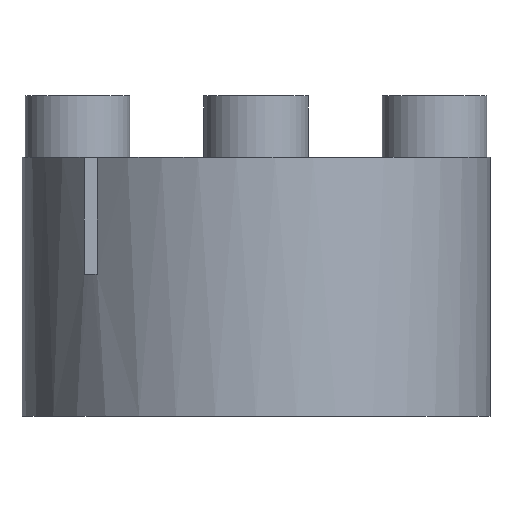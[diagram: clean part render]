
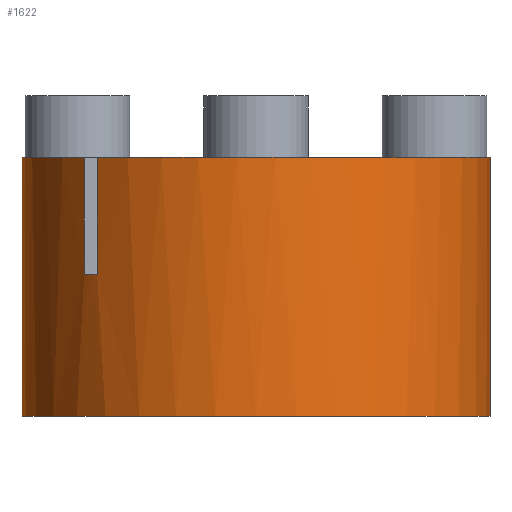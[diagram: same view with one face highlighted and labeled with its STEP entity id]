
A CAD part, front view. The second image highlights one B-rep face of the part: STEP entity #1622.
In plain terms, the highlighted cylindrical face has radius 19 mm (diameter 38 mm), a partial arc.
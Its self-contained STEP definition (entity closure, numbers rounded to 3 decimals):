
#432 = CARTESIAN_POINT ( 'NONE',  ( -12.894, -13.955, 11.5 ) ) ;
#433 = CIRCLE ( 'NONE', #434, 19. ) ;
#434 = AXIS2_PLACEMENT_3D ( 'NONE', #449, #597, #533 ) ;
#435 = CARTESIAN_POINT ( 'NONE',  ( 19., 0., 0. ) ) ;
#437 = VECTOR ( 'NONE', #594, 1000. ) ;
#444 = LINE ( 'NONE', #532, #437 ) ;
#449 = CARTESIAN_POINT ( 'NONE',  ( 0., 0., 21. ) ) ;
#508 = DIRECTION ( 'NONE',  ( 0., 0., -1. ) ) ;
#509 = VECTOR ( 'NONE', #508, 1000. ) ;
#510 = CARTESIAN_POINT ( 'NONE',  ( 19., 0., 21. ) ) ;
#513 = LINE ( 'NONE', #510, #509 ) ;
#527 = CARTESIAN_POINT ( 'NONE',  ( -12.894, -13.955, 21. ) ) ;
#532 = CARTESIAN_POINT ( 'NONE',  ( -19., 0., 21. ) ) ;
#533 = DIRECTION ( 'NONE',  ( 1., 0., 0. ) ) ;
#534 = CARTESIAN_POINT ( 'NONE',  ( -19., 0., 21. ) ) ;
#581 = CARTESIAN_POINT ( 'NONE',  ( -19., 0., 0. ) ) ;
#590 = CARTESIAN_POINT ( 'NONE',  ( -13.955, -12.894, 21. ) ) ;
#594 = DIRECTION ( 'NONE',  ( 0., 0., -1. ) ) ;
#597 = DIRECTION ( 'NONE',  ( 0., 0., 1. ) ) ;
#600 = CARTESIAN_POINT ( 'NONE',  ( 19., 0., 21. ) ) ;
#1599 = EDGE_CURVE ( 'NONE', #1892, #1881, #2331, .T. ) ;
#1600 = EDGE_LOOP ( 'NONE', ( #1632, #1619, #1616, #1623, #1629, #1617, #1860, #1620 ) ) ;
#1609 = EDGE_CURVE ( 'NONE', #1916, #1901, #2232, .T. ) ;
#1616 = ORIENTED_EDGE ( 'NONE', *, *, #1599, .T. ) ;
#1617 = ORIENTED_EDGE ( 'NONE', *, *, #1650, .F. ) ;
#1619 = ORIENTED_EDGE ( 'NONE', *, *, #1897, .F. ) ;
#1620 = ORIENTED_EDGE ( 'NONE', *, *, #1609, .T. ) ;
#1621 = EDGE_CURVE ( 'NONE', #1627, #1912, #2304, .T. ) ;
#1622 = ADVANCED_FACE ( 'NONE', ( #2301 ), #2233, .T. ) ;
#1623 = ORIENTED_EDGE ( 'NONE', *, *, #1625, .F. ) ;
#1625 = EDGE_CURVE ( 'NONE', #1627, #1881, #2265, .T. ) ;
#1627 = VERTEX_POINT ( 'NONE', #2237 ) ;
#1629 = ORIENTED_EDGE ( 'NONE', *, *, #1621, .T. ) ;
#1632 = ORIENTED_EDGE ( 'NONE', *, *, #1919, .F. ) ;
#1650 = EDGE_CURVE ( 'NONE', #1900, #1912, #2249, .T. ) ;
#1860 = ORIENTED_EDGE ( 'NONE', *, *, #1907, .T. ) ;
#1881 = VERTEX_POINT ( 'NONE', #432 ) ;
#1892 = VERTEX_POINT ( 'NONE', #527 ) ;
#1897 = EDGE_CURVE ( 'NONE', #1892, #1902, #433, .T. ) ;
#1900 = VERTEX_POINT ( 'NONE', #534 ) ;
#1901 = VERTEX_POINT ( 'NONE', #435 ) ;
#1902 = VERTEX_POINT ( 'NONE', #600 ) ;
#1907 = EDGE_CURVE ( 'NONE', #1900, #1916, #444, .T. ) ;
#1912 = VERTEX_POINT ( 'NONE', #590 ) ;
#1916 = VERTEX_POINT ( 'NONE', #581 ) ;
#1919 = EDGE_CURVE ( 'NONE', #1902, #1901, #513, .T. ) ;
#2228 = CARTESIAN_POINT ( 'NONE',  ( 0., 0., 0. ) ) ;
#2229 = AXIS2_PLACEMENT_3D ( 'NONE', #2300, #2241, #2236 ) ;
#2232 = CIRCLE ( 'NONE', #2326, 19. ) ;
#2233 = CYLINDRICAL_SURFACE ( 'NONE', #2309, 19. ) ;
#2236 = DIRECTION ( 'NONE',  ( 1., 0., 0. ) ) ;
#2237 = CARTESIAN_POINT ( 'NONE',  ( -13.955, -12.894, 11.5 ) ) ;
#2241 = DIRECTION ( 'NONE',  ( 0., 0., 1. ) ) ;
#2243 = DIRECTION ( 'NONE',  ( -1., 0., 0. ) ) ;
#2245 = DIRECTION ( 'NONE',  ( 0., 0., -1. ) ) ;
#2247 = VECTOR ( 'NONE', #2302, 1000. ) ;
#2249 = CIRCLE ( 'NONE', #2343, 19. ) ;
#2252 = CARTESIAN_POINT ( 'NONE',  ( 0., 0., 21. ) ) ;
#2263 = DIRECTION ( 'NONE',  ( 1., 0., 0. ) ) ;
#2264 = DIRECTION ( 'NONE',  ( 0., 0., 1. ) ) ;
#2265 = CIRCLE ( 'NONE', #2229, 19. ) ;
#2299 = CARTESIAN_POINT ( 'NONE',  ( 0., 0., 21. ) ) ;
#2300 = CARTESIAN_POINT ( 'NONE',  ( 0., 0., 11.5 ) ) ;
#2301 = FACE_OUTER_BOUND ( 'NONE', #1600, .T. ) ;
#2302 = DIRECTION ( 'NONE',  ( 0., 0., 1. ) ) ;
#2303 = CARTESIAN_POINT ( 'NONE',  ( -13.955, -12.894, 21. ) ) ;
#2304 = LINE ( 'NONE', #2303, #2247 ) ;
#2309 = AXIS2_PLACEMENT_3D ( 'NONE', #2299, #2245, #2243 ) ;
#2326 = AXIS2_PLACEMENT_3D ( 'NONE', #2228, #2264, #2263 ) ;
#2330 = CARTESIAN_POINT ( 'NONE',  ( -12.894, -13.955, 21. ) ) ;
#2331 = LINE ( 'NONE', #2330, #2342 ) ;
#2337 = DIRECTION ( 'NONE',  ( 1., 0., 0. ) ) ;
#2338 = DIRECTION ( 'NONE',  ( 0., 0., 1. ) ) ;
#2341 = DIRECTION ( 'NONE',  ( 0., 0., -1. ) ) ;
#2342 = VECTOR ( 'NONE', #2341, 1000. ) ;
#2343 = AXIS2_PLACEMENT_3D ( 'NONE', #2252, #2338, #2337 ) ;
